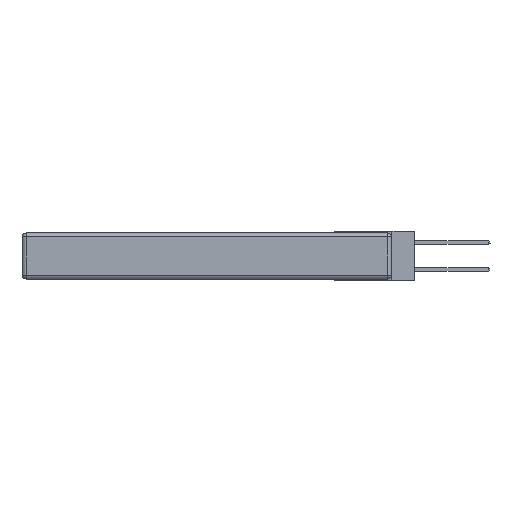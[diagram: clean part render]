
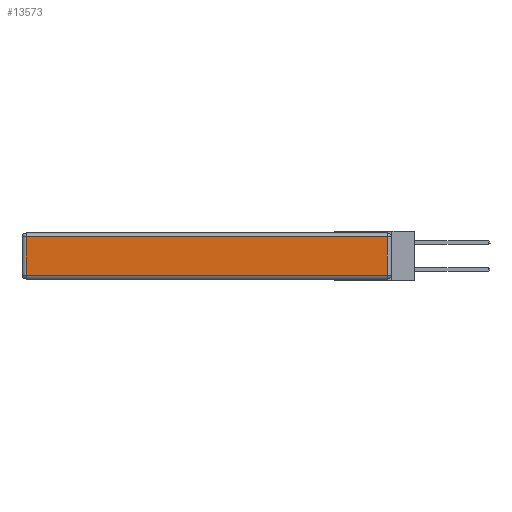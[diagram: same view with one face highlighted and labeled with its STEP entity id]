
A CAD part, left-side view. The second image highlights one B-rep face of the part: STEP entity #13573.
In plain terms, the highlighted planar face has unit normal (-1, 0, 0).
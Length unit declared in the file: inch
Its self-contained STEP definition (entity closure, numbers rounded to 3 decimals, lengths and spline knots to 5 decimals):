
#151 = DIRECTION ( 'NONE',  ( 0., 0., 1. ) ) ;
#851 = VECTOR ( 'NONE', #1153, 39.37008 ) ;
#1055 = EDGE_CURVE ( 'NONE', #19735, #9443, #4844, .T. ) ;
#1153 = DIRECTION ( 'NONE',  ( 0., 0., -1. ) ) ;
#1633 = CARTESIAN_POINT ( 'NONE',  ( 0., 2.72, -0.03 ) ) ;
#1937 = PLANE ( 'NONE',  #16170 ) ;
#2588 = EDGE_CURVE ( 'NONE', #9754, #17563, #11691, .T. ) ;
#3007 = CARTESIAN_POINT ( 'NONE',  ( 0., 2.72, -0.343 ) ) ;
#4178 = CARTESIAN_POINT ( 'NONE',  ( 0., 0., -0.313 ) ) ;
#4761 = CARTESIAN_POINT ( 'NONE',  ( 0., 0.03, -0.343 ) ) ;
#4844 = LINE ( 'NONE', #3007, #851 ) ;
#5069 = ORIENTED_EDGE ( 'NONE', *, *, #16994, .T. ) ;
#5638 = CARTESIAN_POINT ( 'NONE',  ( 0., 0.03, -0.313 ) ) ;
#5645 = DIRECTION ( 'NONE',  ( 0., -1., 0. ) ) ;
#6833 = ORIENTED_EDGE ( 'NONE', *, *, #1055, .T. ) ;
#6952 = DIRECTION ( 'NONE',  ( -1., 0., 0. ) ) ;
#6961 = DIRECTION ( 'NONE',  ( 0., 0., 1. ) ) ;
#7325 = CARTESIAN_POINT ( 'NONE',  ( 0., 2.75, -0.03 ) ) ;
#7866 = ORIENTED_EDGE ( 'NONE', *, *, #2588, .T. ) ;
#7923 = CARTESIAN_POINT ( 'NONE',  ( 0., 0.03, -0.03 ) ) ;
#9443 = VERTEX_POINT ( 'NONE', #16742 ) ;
#9754 = VERTEX_POINT ( 'NONE', #5638 ) ;
#11691 = LINE ( 'NONE', #4761, #14356 ) ;
#11991 = FACE_OUTER_BOUND ( 'NONE', #12858, .T. ) ;
#12087 = CARTESIAN_POINT ( 'NONE',  ( 0., 0., -0.343 ) ) ;
#12826 = LINE ( 'NONE', #4178, #21277 ) ;
#12858 = EDGE_LOOP ( 'NONE', ( #16075, #7866, #5069, #6833 ) ) ;
#13098 = VECTOR ( 'NONE', #19174, 39.37008 ) ;
#13573 = ADVANCED_FACE ( 'NONE', ( #11991 ), #1937, .T. ) ;
#13620 = LINE ( 'NONE', #7325, #13098 ) ;
#14356 = VECTOR ( 'NONE', #6961, 39.37008 ) ;
#16075 = ORIENTED_EDGE ( 'NONE', *, *, #16424, .T. ) ;
#16170 = AXIS2_PLACEMENT_3D ( 'NONE', #12087, #6952, #151 ) ;
#16424 = EDGE_CURVE ( 'NONE', #9443, #9754, #12826, .T. ) ;
#16742 = CARTESIAN_POINT ( 'NONE',  ( 0., 2.72, -0.313 ) ) ;
#16994 = EDGE_CURVE ( 'NONE', #17563, #19735, #13620, .T. ) ;
#17563 = VERTEX_POINT ( 'NONE', #7923 ) ;
#19174 = DIRECTION ( 'NONE',  ( 0., 1., 0. ) ) ;
#19735 = VERTEX_POINT ( 'NONE', #1633 ) ;
#21277 = VECTOR ( 'NONE', #5645, 39.37008 ) ;
